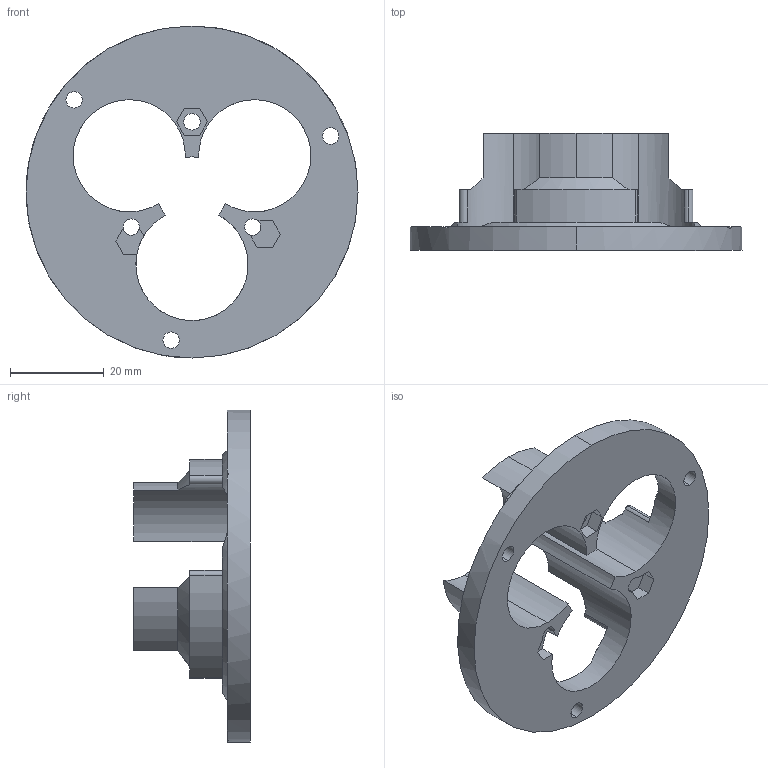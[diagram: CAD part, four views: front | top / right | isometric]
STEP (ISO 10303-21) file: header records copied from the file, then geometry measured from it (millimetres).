
FILE_DESCRIPTION (( 'STEP AP203' ), '1' );
FILE_NAME ('layer base one.STEP', '2022-08-30T10:23:36', ( '' ), ( '' ), 'SwSTEP 2.0', 'SolidWorks 2020', '' );
FILE_SCHEMA (( 'CONFIG_CONTROL_DESIGN' ));
Length unit declared in the file: millimetre
Products named in the file (1): layer base one
Bounding box: 71 x 25 x 71 mm (x, y, z)
Volume: 19819.3 mm3; surface area: 11382.1 mm2
Topology: 1 solids, 1 shells, 81 faces, 240 edges, 158 vertices
Faces by surface type: cylinder 40, plane 29, cone 12
Entity records: 2901 total; most frequent: CARTESIAN_POINT 538, DIRECTION 512, ORIENTED_EDGE 480, EDGE_CURVE 240, AXIS2_PLACEMENT_3D 206, VERTEX_POINT 158, CIRCLE 124, LINE 100
